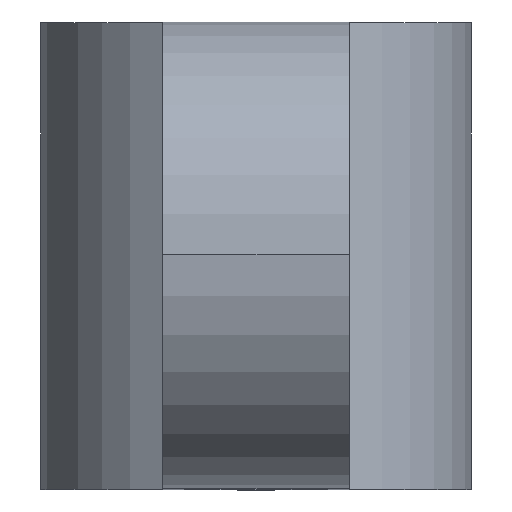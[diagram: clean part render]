
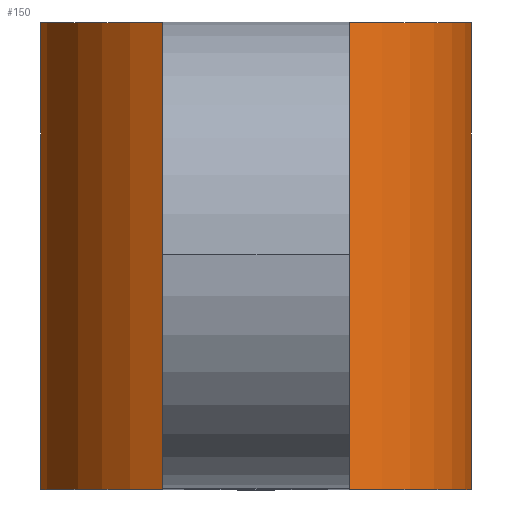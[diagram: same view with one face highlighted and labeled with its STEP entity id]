
A CAD part, top view. The second image highlights one B-rep face of the part: STEP entity #150.
In plain terms, the highlighted cylindrical face has radius 9.25 mm (diameter 18.5 mm), a partial arc.
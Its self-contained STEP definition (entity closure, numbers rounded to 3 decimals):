
#23 = ORIENTED_EDGE ( 'NONE', *, *, #104, .F. ) ;
#39 = DIRECTION ( 'NONE',  ( 0., -1., 0. ) ) ;
#51 = AXIS2_PLACEMENT_3D ( 'NONE', #63, #231, #312 ) ;
#63 = CARTESIAN_POINT ( 'NONE',  ( 4., -36.163, -20.75 ) ) ;
#65 = DIRECTION ( 'NONE',  ( 0., -1., 0. ) ) ;
#69 = CYLINDRICAL_SURFACE ( 'NONE', #51, 9.25 ) ;
#92 = VECTOR ( 'NONE', #39, 1000. ) ;
#97 = VERTEX_POINT ( 'NONE', #376 ) ;
#99 = CARTESIAN_POINT ( 'NONE',  ( 0., 10., -12.41 ) ) ;
#104 = EDGE_CURVE ( 'NONE', #200, #125, #156, .T. ) ;
#121 = ORIENTED_EDGE ( 'NONE', *, *, #347, .T. ) ;
#125 = VERTEX_POINT ( 'NONE', #99 ) ;
#137 = DIRECTION ( 'NONE',  ( 0., -1., 0. ) ) ;
#139 = CARTESIAN_POINT ( 'NONE',  ( 8., -36.163, -12.41 ) ) ;
#150 = ADVANCED_FACE ( 'NONE', ( #316 ), #69, .T. ) ;
#156 = CIRCLE ( 'NONE', #241, 9.25 ) ;
#193 = CIRCLE ( 'NONE', #399, 9.25 ) ;
#200 = VERTEX_POINT ( 'NONE', #291 ) ;
#219 = VECTOR ( 'NONE', #137, 1000. ) ;
#231 = DIRECTION ( 'NONE',  ( 0., 1., 0. ) ) ;
#235 = CARTESIAN_POINT ( 'NONE',  ( 4., -10., -20.75 ) ) ;
#241 = AXIS2_PLACEMENT_3D ( 'NONE', #273, #398, #405 ) ;
#242 = CARTESIAN_POINT ( 'NONE',  ( 0., -10., -12.41 ) ) ;
#271 = LINE ( 'NONE', #139, #219 ) ;
#273 = CARTESIAN_POINT ( 'NONE',  ( 4., 10., -20.75 ) ) ;
#286 = EDGE_CURVE ( 'NONE', #414, #97, #193, .T. ) ;
#291 = CARTESIAN_POINT ( 'NONE',  ( 8., 10., -12.41 ) ) ;
#306 = ORIENTED_EDGE ( 'NONE', *, *, #286, .F. ) ;
#312 = DIRECTION ( 'NONE',  ( 0., 0., 1. ) ) ;
#316 = FACE_OUTER_BOUND ( 'NONE', #380, .T. ) ;
#323 = EDGE_CURVE ( 'NONE', #125, #414, #333, .T. ) ;
#333 = LINE ( 'NONE', #423, #92 ) ;
#347 = EDGE_CURVE ( 'NONE', #200, #97, #271, .T. ) ;
#357 = DIRECTION ( 'NONE',  ( 0., 0., 1. ) ) ;
#371 = ORIENTED_EDGE ( 'NONE', *, *, #323, .F. ) ;
#376 = CARTESIAN_POINT ( 'NONE',  ( 8., -10., -12.41 ) ) ;
#380 = EDGE_LOOP ( 'NONE', ( #23, #121, #306, #371 ) ) ;
#398 = DIRECTION ( 'NONE',  ( 0., 1., 0. ) ) ;
#399 = AXIS2_PLACEMENT_3D ( 'NONE', #235, #65, #357 ) ;
#405 = DIRECTION ( 'NONE',  ( 0., 0., 1. ) ) ;
#414 = VERTEX_POINT ( 'NONE', #242 ) ;
#423 = CARTESIAN_POINT ( 'NONE',  ( 0., -36.163, -12.41 ) ) ;
